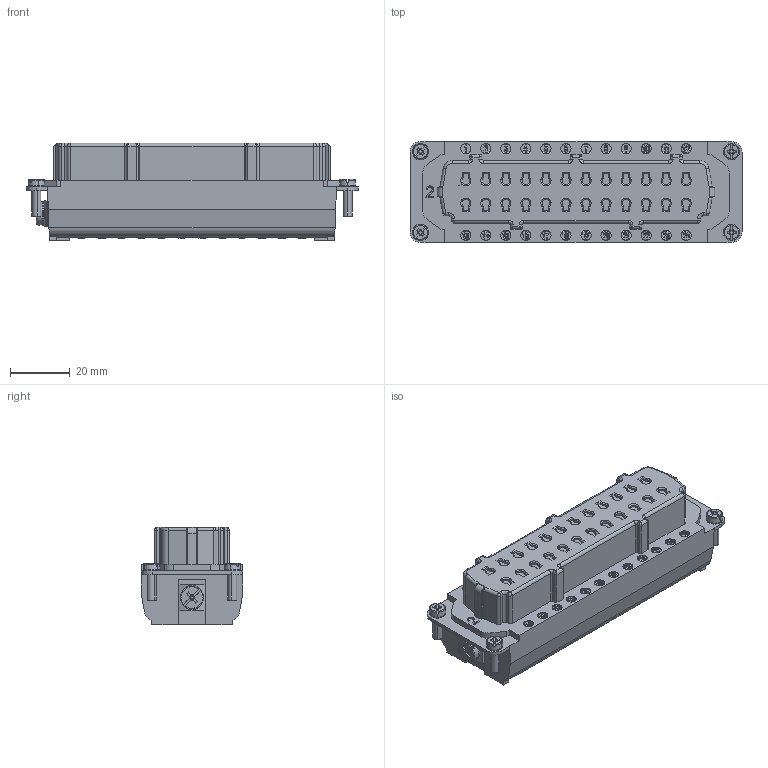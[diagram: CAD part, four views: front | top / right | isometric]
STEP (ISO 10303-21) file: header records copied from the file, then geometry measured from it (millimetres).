
FILE_DESCRIPTION(/* description */ (''),/* implementation_level */ '2;1');
FILE_NAME(/* name */ 'c146 10b024 005 1_c3d.stp',/* time_stamp */ '2018-08-21T11:35:05+02:00',/* author */ (''),/* organization */ (''),/* preprocessor_version */ 'ST-DEVELOPER v16',/* originating_system */ 'SIEMENS PLM Software NX 11.0',/* authorisation */ '');
FILE_SCHEMA (('AUTOMOTIVE_DESIGN { 1 0 10303 214 3 1 1 1 }'));
Products named in the file (1): c146 10b024 005 1nxm001-02
Bounding box: 111 x 34 x 32.6 mm (x, y, z)
Volume: 84735.1 mm3; surface area: 16709.4 mm2
Topology: 1 solids, 3 shells, 2095 faces, 5398 edges, 3544 vertices
Faces by surface type: plane 1458, extrusion 315, cylinder 205, cone 70, bspline 27, torus 16, sphere 4
Full cylindrical faces by diameter (mm): 0.3 x4, 0.6 x4, 3.4 x24, 4 x2, 8 x1
Entity records: 79759 total; most frequent: CARTESIAN_POINT 19447, ORIENTED_EDGE 10672, DIRECTION 9272, EDGE_CURVE 5336, VECTOR 4166, LINE 3851, VERTEX_POINT 3542, AXIS2_PLACEMENT_3D 2553
